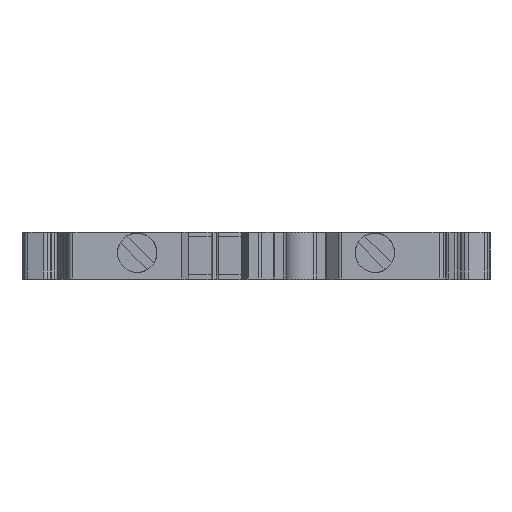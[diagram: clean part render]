
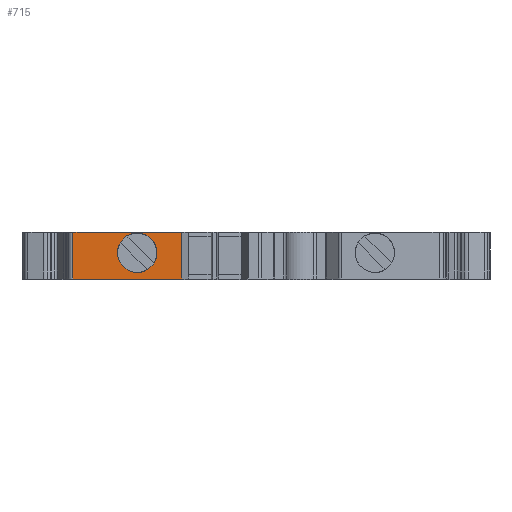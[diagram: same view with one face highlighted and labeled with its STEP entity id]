
A CAD part, top view. The second image highlights one B-rep face of the part: STEP entity #715.
In plain terms, the highlighted planar face has unit normal (0, 0, 1).
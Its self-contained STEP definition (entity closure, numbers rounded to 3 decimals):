
#715 = ADVANCED_FACE( '', ( #1433, #1434 ), #1435, .F. );
#1433 = FACE_BOUND( '', #2149, .T. );
#1434 = FACE_OUTER_BOUND( '', #2150, .T. );
#1435 = PLANE( '', #2151 );
#2149 = EDGE_LOOP( '', ( #4407 ) );
#2150 = EDGE_LOOP( '', ( #4408, #4409, #4410, #4411 ) );
#2151 = AXIS2_PLACEMENT_3D( '', #4412, #4413, #4414 );
#4407 = ORIENTED_EDGE( '', *, *, #5290, .T. );
#4408 = ORIENTED_EDGE( '', *, *, #4825, .T. );
#4409 = ORIENTED_EDGE( '', *, *, #5361, .F. );
#4410 = ORIENTED_EDGE( '', *, *, #5185, .F. );
#4411 = ORIENTED_EDGE( '', *, *, #4719, .T. );
#4412 = CARTESIAN_POINT( '', ( -36.453, 5., 40.984 ) );
#4413 = DIRECTION( '', ( 0., 0., -1. ) );
#4414 = DIRECTION( '', ( -1., 0., 0. ) );
#4719 = EDGE_CURVE( '', #5822, #5820, #5823, .T. );
#4825 = EDGE_CURVE( '', #5820, #6002, #6004, .T. );
#5185 = EDGE_CURVE( '', #5822, #6521, #6522, .T. );
#5290 = EDGE_CURVE( '', #6645, #6645, #6646, .T. );
#5361 = EDGE_CURVE( '', #6521, #6002, #6719, .T. );
#5820 = VERTEX_POINT( '', #7335 );
#5822 = VERTEX_POINT( '', #7337 );
#5823 = LINE( '', #7338, #7339 );
#6002 = VERTEX_POINT( '', #7567 );
#6004 = LINE( '', #7570, #7571 );
#6521 = VERTEX_POINT( '', #8292 );
#6522 = LINE( '', #8293, #8294 );
#6645 = VERTEX_POINT( '', #8464 );
#6646 = CIRCLE( '', #8465, 2.1 );
#6719 = LINE( '', #8554, #8555 );
#7335 = CARTESIAN_POINT( '', ( -36.453, 0., 40.984 ) );
#7337 = CARTESIAN_POINT( '', ( -36.453, 5., 40.984 ) );
#7338 = CARTESIAN_POINT( '', ( -36.453, 5., 40.984 ) );
#7339 = VECTOR( '', #8866, 1000. );
#7567 = CARTESIAN_POINT( '', ( -24.846, 0., 40.984 ) );
#7570 = CARTESIAN_POINT( '', ( -36.453, 0., 40.984 ) );
#7571 = VECTOR( '', #9046, 1000. );
#8292 = CARTESIAN_POINT( '', ( -24.846, 5., 40.984 ) );
#8293 = CARTESIAN_POINT( '', ( -36.453, 5., 40.984 ) );
#8294 = VECTOR( '', #9509, 1000. );
#8464 = CARTESIAN_POINT( '', ( -27.5, 2.8, 40.984 ) );
#8465 = AXIS2_PLACEMENT_3D( '', #9611, #9612, #9613 );
#8554 = CARTESIAN_POINT( '', ( -24.846, 5., 40.984 ) );
#8555 = VECTOR( '', #9639, 1000. );
#8866 = DIRECTION( '', ( 0., -1., 0. ) );
#9046 = DIRECTION( '', ( 1., 0., 0. ) );
#9509 = DIRECTION( '', ( 1., 0., 0. ) );
#9611 = CARTESIAN_POINT( '', ( -29.6, 2.8, 40.984 ) );
#9612 = DIRECTION( '', ( 0., 0., -1. ) );
#9613 = DIRECTION( '', ( 1., 0., 0. ) );
#9639 = DIRECTION( '', ( 0., -1., 0. ) );
